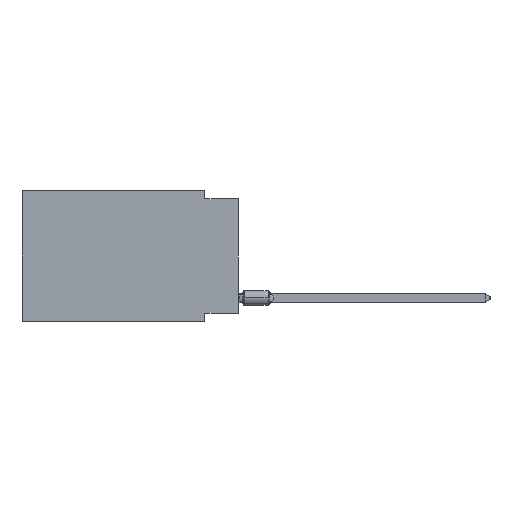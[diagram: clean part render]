
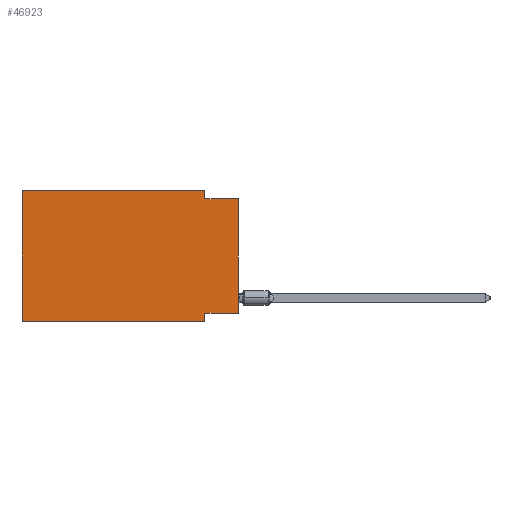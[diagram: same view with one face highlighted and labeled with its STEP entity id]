
A CAD part, left-side view. The second image highlights one B-rep face of the part: STEP entity #46923.
In plain terms, the highlighted planar face has unit normal (-1, 0, 0).
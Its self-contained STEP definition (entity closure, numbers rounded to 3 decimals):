
#445 = EDGE_CURVE ( 'NONE', #18099, #11479, #4757, .T. ) ;
#469 = VERTEX_POINT ( 'NONE', #17658 ) ;
#2007 = VERTEX_POINT ( 'NONE', #19170 ) ;
#2032 = ORIENTED_EDGE ( 'NONE', *, *, #32031, .F. ) ;
#2102 = DIRECTION ( 'NONE',  ( 0., 0., 1. ) ) ;
#3168 = EDGE_CURVE ( 'NONE', #11594, #11479, #48785, .T. ) ;
#3714 = LINE ( 'NONE', #16601, #48033 ) ;
#4077 = EDGE_CURVE ( 'NONE', #11594, #33070, #52207, .T. ) ;
#4757 = LINE ( 'NONE', #52012, #12317 ) ;
#4827 = VECTOR ( 'NONE', #2102, 1000. ) ;
#5989 = LINE ( 'NONE', #22267, #37606 ) ;
#7825 = VECTOR ( 'NONE', #22636, 1000. ) ;
#8476 = VECTOR ( 'NONE', #41754, 1000. ) ;
#8510 = CARTESIAN_POINT ( 'NONE',  ( 0., 2.54, -0.635 ) ) ;
#8899 = LINE ( 'NONE', #43858, #7825 ) ;
#10136 = ORIENTED_EDGE ( 'NONE', *, *, #4077, .F. ) ;
#10820 = CARTESIAN_POINT ( 'NONE',  ( 0., 0., -9.271 ) ) ;
#11139 = EDGE_CURVE ( 'NONE', #469, #49710, #3714, .T. ) ;
#11318 = ORIENTED_EDGE ( 'NONE', *, *, #445, .F. ) ;
#11479 = VERTEX_POINT ( 'NONE', #38941 ) ;
#11594 = VERTEX_POINT ( 'NONE', #17566 ) ;
#12317 = VECTOR ( 'NONE', #43912, 1000. ) ;
#16601 = CARTESIAN_POINT ( 'NONE',  ( 0., 16.383, -9.906 ) ) ;
#17566 = CARTESIAN_POINT ( 'NONE',  ( 0., 0., -9.271 ) ) ;
#17658 = CARTESIAN_POINT ( 'NONE',  ( 0., 16.383, -9.906 ) ) ;
#18099 = VERTEX_POINT ( 'NONE', #8510 ) ;
#18716 = CARTESIAN_POINT ( 'NONE',  ( 0., 2.54, 0. ) ) ;
#19170 = CARTESIAN_POINT ( 'NONE',  ( 0., 16.383, 0. ) ) ;
#21225 = VECTOR ( 'NONE', #39912, 1000. ) ;
#21557 = EDGE_CURVE ( 'NONE', #469, #2007, #33770, .T. ) ;
#21619 = ORIENTED_EDGE ( 'NONE', *, *, #38601, .F. ) ;
#22267 = CARTESIAN_POINT ( 'NONE',  ( 0., 2.54, -9.906 ) ) ;
#22636 = DIRECTION ( 'NONE',  ( 0., -1., 0. ) ) ;
#23281 = AXIS2_PLACEMENT_3D ( 'NONE', #48450, #31689, #28316 ) ;
#23588 = FACE_OUTER_BOUND ( 'NONE', #29511, .T. ) ;
#25166 = ORIENTED_EDGE ( 'NONE', *, *, #11139, .T. ) ;
#25624 = CARTESIAN_POINT ( 'NONE',  ( 0., 2.54, -9.271 ) ) ;
#27278 = DIRECTION ( 'NONE',  ( 0., 0., -1. ) ) ;
#28316 = DIRECTION ( 'NONE',  ( 0., 0., -1. ) ) ;
#29511 = EDGE_LOOP ( 'NONE', ( #47979, #11318, #33036, #21619, #47116, #25166, #2032, #10136 ) ) ;
#29573 = CARTESIAN_POINT ( 'NONE',  ( 0., 16.383, 0. ) ) ;
#31414 = PLANE ( 'NONE',  #23281 ) ;
#31689 = DIRECTION ( 'NONE',  ( 1., 0., 0. ) ) ;
#32031 = EDGE_CURVE ( 'NONE', #33070, #49710, #5989, .T. ) ;
#33036 = ORIENTED_EDGE ( 'NONE', *, *, #36360, .F. ) ;
#33070 = VERTEX_POINT ( 'NONE', #25624 ) ;
#33770 = LINE ( 'NONE', #29573, #43846 ) ;
#36181 = CARTESIAN_POINT ( 'NONE',  ( 0., 2.54, -9.906 ) ) ;
#36360 = EDGE_CURVE ( 'NONE', #47700, #18099, #42033, .T. ) ;
#37606 = VECTOR ( 'NONE', #27278, 1000. ) ;
#38601 = EDGE_CURVE ( 'NONE', #2007, #47700, #8899, .T. ) ;
#38941 = CARTESIAN_POINT ( 'NONE',  ( 0., 0., -0.635 ) ) ;
#39912 = DIRECTION ( 'NONE',  ( 0., 1., 0. ) ) ;
#40413 = CARTESIAN_POINT ( 'NONE',  ( 0., 0., 0. ) ) ;
#41754 = DIRECTION ( 'NONE',  ( 0., 0., -1. ) ) ;
#42033 = LINE ( 'NONE', #54600, #8476 ) ;
#43846 = VECTOR ( 'NONE', #46607, 1000. ) ;
#43858 = CARTESIAN_POINT ( 'NONE',  ( 0., 16.383, 0. ) ) ;
#43912 = DIRECTION ( 'NONE',  ( 0., -1., 0. ) ) ;
#46607 = DIRECTION ( 'NONE',  ( 0., 0., 1. ) ) ;
#46923 = ADVANCED_FACE ( 'NONE', ( #23588 ), #31414, .F. ) ;
#47116 = ORIENTED_EDGE ( 'NONE', *, *, #21557, .F. ) ;
#47700 = VERTEX_POINT ( 'NONE', #18716 ) ;
#47979 = ORIENTED_EDGE ( 'NONE', *, *, #3168, .T. ) ;
#48033 = VECTOR ( 'NONE', #51503, 1000. ) ;
#48450 = CARTESIAN_POINT ( 'NONE',  ( 0., 16.383, 0. ) ) ;
#48785 = LINE ( 'NONE', #40413, #4827 ) ;
#49710 = VERTEX_POINT ( 'NONE', #36181 ) ;
#51503 = DIRECTION ( 'NONE',  ( 0., -1., 0. ) ) ;
#52012 = CARTESIAN_POINT ( 'NONE',  ( 0., 0., -0.635 ) ) ;
#52207 = LINE ( 'NONE', #10820, #21225 ) ;
#54600 = CARTESIAN_POINT ( 'NONE',  ( 0., 2.54, 0. ) ) ;
